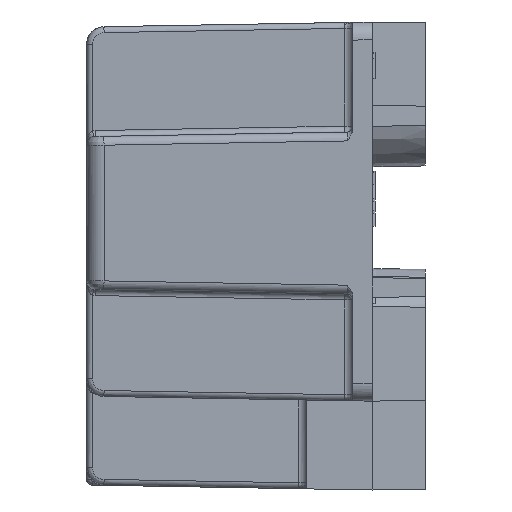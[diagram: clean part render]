
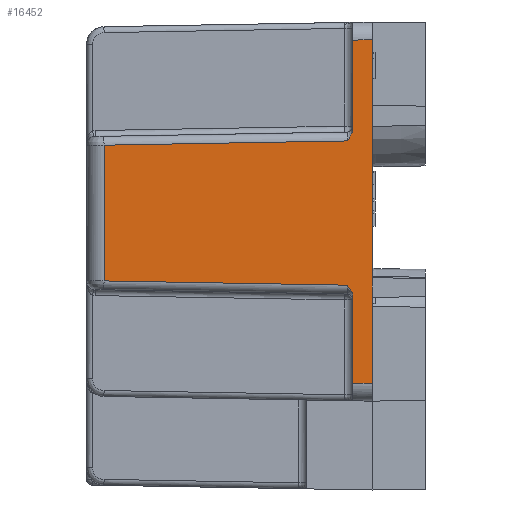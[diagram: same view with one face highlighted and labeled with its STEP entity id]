
A CAD part, left-side view. The second image highlights one B-rep face of the part: STEP entity #16452.
In plain terms, the highlighted planar face has unit normal (-1, 0.018, 0).
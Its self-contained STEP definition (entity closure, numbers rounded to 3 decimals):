
#6382 = VERTEX_POINT('',#6383);
#6383 = CARTESIAN_POINT('',(-42.926,0.,-8.948));
#6389 = EDGE_CURVE('',#6382,#6390,#6392,.T.);
#6390 = VERTEX_POINT('',#6391);
#6391 = CARTESIAN_POINT('',(-42.926,0.,-21.922)
  );
#6392 = LINE('',#6393,#6394);
#6393 = CARTESIAN_POINT('',(-42.926,0.,-7.137));
#6394 = VECTOR('',#6395,1.);
#6395 = DIRECTION('',(0.,0.,-1.));
#6896 = VERTEX_POINT('',#6897);
#6897 = CARTESIAN_POINT('',(-42.926,0.,-1.524));
#6904 = EDGE_CURVE('',#6905,#6896,#6907,.T.);
#6905 = VERTEX_POINT('',#6906);
#6906 = CARTESIAN_POINT('',(-42.926,0.,-7.137));
#6907 = LINE('',#6908,#6909);
#6908 = CARTESIAN_POINT('',(-42.926,0.,0.));
#6909 = VECTOR('',#6910,1.);
#6910 = DIRECTION('',(-0.,-0.,1.));
#14411 = VERTEX_POINT('',#14412);
#14412 = CARTESIAN_POINT('',(-42.897,1.651,-9.19));
#14419 = EDGE_CURVE('',#14411,#14420,#14422,.T.);
#14420 = VERTEX_POINT('',#14421);
#14421 = CARTESIAN_POINT('',(-42.897,1.651,-1.553));
#14422 = LINE('',#14423,#14424);
#14423 = CARTESIAN_POINT('',(-42.897,1.651,0.));
#14424 = VECTOR('',#14425,1.);
#14425 = DIRECTION('',(-0.,-0.,1.));
#14467 = EDGE_CURVE('',#14468,#14470,#14472,.T.);
#14468 = VERTEX_POINT('',#14469);
#14469 = CARTESIAN_POINT('',(-42.897,1.651,-30.959));
#14470 = VERTEX_POINT('',#14471);
#14471 = CARTESIAN_POINT('',(-42.897,1.651,-23.576));
#14472 = LINE('',#14473,#14474);
#14473 = CARTESIAN_POINT('',(-42.897,1.651,0.));
#14474 = VECTOR('',#14475,1.);
#14475 = DIRECTION('',(-0.,-0.,1.));
#14733 = EDGE_CURVE('',#6905,#6382,#14734,.T.);
#14734 = LINE('',#14735,#14736);
#14735 = CARTESIAN_POINT('',(-42.926,0.,-7.137));
#14736 = VECTOR('',#14737,1.);
#14737 = DIRECTION('',(0.,0.,-1.));
#15034 = EDGE_CURVE('',#15035,#15037,#15039,.T.);
#15035 = VERTEX_POINT('',#15036);
#15036 = CARTESIAN_POINT('',(-42.926,0.,-30.988));
#15037 = VERTEX_POINT('',#15038);
#15038 = CARTESIAN_POINT('',(-42.926,0.,-23.622));
#15039 = LINE('',#15040,#15041);
#15040 = CARTESIAN_POINT('',(-42.926,0.,0.));
#15041 = VECTOR('',#15042,1.);
#15042 = DIRECTION('',(-0.,-0.,1.));
#16452 = ADVANCED_FACE('',(#16453),#16523,.T.);
#16453 = FACE_BOUND('',#16454,.T.);
#16454 = EDGE_LOOP('',(#16455,#16465,#16473,#16482,#16483,#16489,#16490,
    #16496,#16497,#16498,#16499,#16505,#16506,#16517));
#16455 = ORIENTED_EDGE('',*,*,#16456,.T.);
#16456 = EDGE_CURVE('',#16457,#16459,#16461,.T.);
#16457 = VERTEX_POINT('',#16458);
#16458 = CARTESIAN_POINT('',(-42.525,22.988,
    -10.563));
#16459 = VERTEX_POINT('',#16460);
#16460 = CARTESIAN_POINT('',(-42.525,22.988,
    -22.203));
#16461 = LINE('',#16462,#16463);
#16462 = CARTESIAN_POINT('',(-42.525,22.988,
    -22.939));
#16463 = VECTOR('',#16464,1.);
#16464 = DIRECTION('',(0.,0.,-1.));
#16465 = ORIENTED_EDGE('',*,*,#16466,.T.);
#16466 = EDGE_CURVE('',#16459,#16467,#16469,.T.);
#16467 = VERTEX_POINT('',#16468);
#16468 = CARTESIAN_POINT('',(-42.888,2.15,
    -22.567));
#16469 = LINE('',#16470,#16471);
#16470 = CARTESIAN_POINT('',(-42.919,0.394,
    -22.598));
#16471 = VECTOR('',#16472,1.);
#16472 = DIRECTION('',(-0.017,-1.,
    -0.017));
#16473 = ORIENTED_EDGE('',*,*,#16474,.T.);
#16474 = EDGE_CURVE('',#16467,#14470,#16475,.T.);
#16475 = B_SPLINE_CURVE_WITH_KNOTS('',3,(#16476,#16477,#16478,#16479,
    #16480,#16481),.UNSPECIFIED.,.F.,.F.,(4,2,4),(0.,
    0.001,0.001),.UNSPECIFIED.);
#16476 = CARTESIAN_POINT('',(-42.888,2.15,
    -22.567));
#16477 = CARTESIAN_POINT('',(-42.891,2.029,
    -22.716));
#16478 = CARTESIAN_POINT('',(-42.893,1.907,
    -22.866));
#16479 = CARTESIAN_POINT('',(-42.896,1.719,
    -23.198));
#16480 = CARTESIAN_POINT('',(-42.897,1.651,-23.383));
#16481 = CARTESIAN_POINT('',(-42.897,1.651,-23.576));
#16482 = ORIENTED_EDGE('',*,*,#14467,.F.);
#16483 = ORIENTED_EDGE('',*,*,#16484,.T.);
#16484 = EDGE_CURVE('',#14468,#15035,#16485,.T.);
#16485 = LINE('',#16486,#16487);
#16486 = CARTESIAN_POINT('',(-42.917,0.541,
    -30.979));
#16487 = VECTOR('',#16488,1.);
#16488 = DIRECTION('',(-0.017,-1.,
    -0.017));
#16489 = ORIENTED_EDGE('',*,*,#15034,.T.);
#16490 = ORIENTED_EDGE('',*,*,#16491,.F.);
#16491 = EDGE_CURVE('',#6390,#15037,#16492,.T.);
#16492 = LINE('',#16493,#16494);
#16493 = CARTESIAN_POINT('',(-42.926,0.,-7.137));
#16494 = VECTOR('',#16495,1.);
#16495 = DIRECTION('',(0.,0.,-1.));
#16496 = ORIENTED_EDGE('',*,*,#6389,.F.);
#16497 = ORIENTED_EDGE('',*,*,#14733,.F.);
#16498 = ORIENTED_EDGE('',*,*,#6904,.T.);
#16499 = ORIENTED_EDGE('',*,*,#16500,.T.);
#16500 = EDGE_CURVE('',#6896,#14420,#16501,.T.);
#16501 = LINE('',#16502,#16503);
#16502 = CARTESIAN_POINT('',(-42.926,-0.027,
    -1.523));
#16503 = VECTOR('',#16504,1.);
#16504 = DIRECTION('',(0.017,1.,
    -0.017));
#16505 = ORIENTED_EDGE('',*,*,#14419,.F.);
#16506 = ORIENTED_EDGE('',*,*,#16507,.T.);
#16507 = EDGE_CURVE('',#14411,#16508,#16510,.T.);
#16508 = VERTEX_POINT('',#16509);
#16509 = CARTESIAN_POINT('',(-42.888,2.15,
    -10.199));
#16510 = B_SPLINE_CURVE_WITH_KNOTS('',3,(#16511,#16512,#16513,#16514,
    #16515,#16516),.UNSPECIFIED.,.F.,.F.,(4,2,4),(0.,
    0.001,0.001),.UNSPECIFIED.);
#16511 = CARTESIAN_POINT('',(-42.897,1.651,-9.19));
#16512 = CARTESIAN_POINT('',(-42.897,1.651,-9.383));
#16513 = CARTESIAN_POINT('',(-42.896,1.719,
    -9.568));
#16514 = CARTESIAN_POINT('',(-42.893,1.907,
    -9.9));
#16515 = CARTESIAN_POINT('',(-42.891,2.029,
    -10.051));
#16516 = CARTESIAN_POINT('',(-42.888,2.15,
    -10.199));
#16517 = ORIENTED_EDGE('',*,*,#16518,.T.);
#16518 = EDGE_CURVE('',#16508,#16457,#16519,.T.);
#16519 = LINE('',#16520,#16521);
#16520 = CARTESIAN_POINT('',(-42.929,-0.177,
    -10.158));
#16521 = VECTOR('',#16522,1.);
#16522 = DIRECTION('',(0.017,1.,
    -0.017));
#16523 = PLANE('',#16524);
#16524 = AXIS2_PLACEMENT_3D('',#16525,#16526,#16527);
#16525 = CARTESIAN_POINT('',(-42.926,0.,0.));
#16526 = DIRECTION('',(-1.,0.017,0.));
#16527 = DIRECTION('',(-0.017,-1.,0.));
